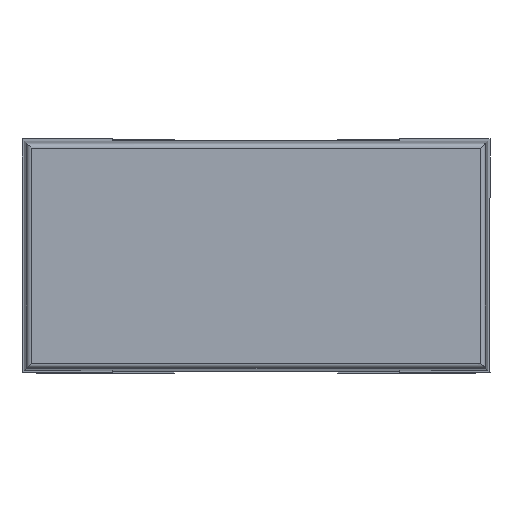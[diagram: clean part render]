
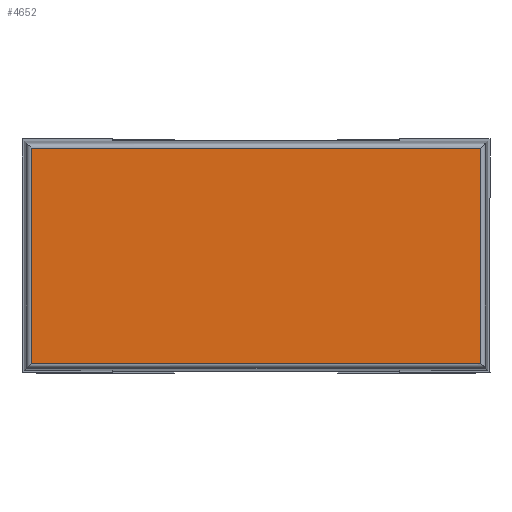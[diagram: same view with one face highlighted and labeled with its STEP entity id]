
A CAD part, top view. The second image highlights one B-rep face of the part: STEP entity #4652.
In plain terms, the highlighted planar face has unit normal (0, 0, 1).
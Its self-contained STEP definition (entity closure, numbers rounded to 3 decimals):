
#204 = ORIENTED_EDGE ( 'NONE', *, *, #7284, .T. ) ;
#711 = CARTESIAN_POINT ( 'NONE',  ( 0., -0.23, 0.35 ) ) ;
#841 = CARTESIAN_POINT ( 'NONE',  ( -0.48, 0., 0.35 ) ) ;
#1586 = CARTESIAN_POINT ( 'NONE',  ( 0., 0.23, 0.35 ) ) ;
#1590 = DIRECTION ( 'NONE',  ( 1., 0., 0. ) ) ;
#1611 = VERTEX_POINT ( 'NONE', #2241 ) ;
#1649 = VECTOR ( 'NONE', #4771, 1000. ) ;
#1757 = DIRECTION ( 'NONE',  ( 1., 0., 0. ) ) ;
#1989 = EDGE_CURVE ( 'NONE', #3167, #1611, #4814, .T. ) ;
#2151 = FACE_OUTER_BOUND ( 'NONE', #4105, .T. ) ;
#2241 = CARTESIAN_POINT ( 'NONE',  ( 0.48, 0.23, 0.35 ) ) ;
#2688 = VERTEX_POINT ( 'NONE', #6817 ) ;
#2806 = CARTESIAN_POINT ( 'NONE',  ( 0.48, -0.23, 0.35 ) ) ;
#2895 = ORIENTED_EDGE ( 'NONE', *, *, #1989, .T. ) ;
#3130 = LINE ( 'NONE', #841, #1649 ) ;
#3167 = VERTEX_POINT ( 'NONE', #2806 ) ;
#3326 = LINE ( 'NONE', #1586, #7195 ) ;
#3546 = CARTESIAN_POINT ( 'NONE',  ( -0.48, 0.23, 0.35 ) ) ;
#3761 = DIRECTION ( 'NONE',  ( 0., 1., 0. ) ) ;
#4062 = DIRECTION ( 'NONE',  ( -1., 0., 0. ) ) ;
#4095 = EDGE_CURVE ( 'NONE', #1611, #5395, #3326, .T. ) ;
#4105 = EDGE_LOOP ( 'NONE', ( #204, #5599, #2895, #7228 ) ) ;
#4167 = LINE ( 'NONE', #711, #5146 ) ;
#4652 = ADVANCED_FACE ( 'NONE', ( #2151 ), #6097, .T. ) ;
#4771 = DIRECTION ( 'NONE',  ( 0., -1., 0. ) ) ;
#4814 = LINE ( 'NONE', #7156, #7513 ) ;
#4921 = CARTESIAN_POINT ( 'NONE',  ( 0., 0., 0.35 ) ) ;
#5146 = VECTOR ( 'NONE', #1757, 1000. ) ;
#5328 = AXIS2_PLACEMENT_3D ( 'NONE', #4921, #6063, #1590 ) ;
#5395 = VERTEX_POINT ( 'NONE', #3546 ) ;
#5599 = ORIENTED_EDGE ( 'NONE', *, *, #6546, .T. ) ;
#6063 = DIRECTION ( 'NONE',  ( 0., 0., 1. ) ) ;
#6097 = PLANE ( 'NONE',  #5328 ) ;
#6546 = EDGE_CURVE ( 'NONE', #2688, #3167, #4167, .T. ) ;
#6817 = CARTESIAN_POINT ( 'NONE',  ( -0.48, -0.23, 0.35 ) ) ;
#7156 = CARTESIAN_POINT ( 'NONE',  ( 0.48, 0., 0.35 ) ) ;
#7195 = VECTOR ( 'NONE', #4062, 1000. ) ;
#7228 = ORIENTED_EDGE ( 'NONE', *, *, #4095, .T. ) ;
#7284 = EDGE_CURVE ( 'NONE', #5395, #2688, #3130, .T. ) ;
#7513 = VECTOR ( 'NONE', #3761, 1000. ) ;
